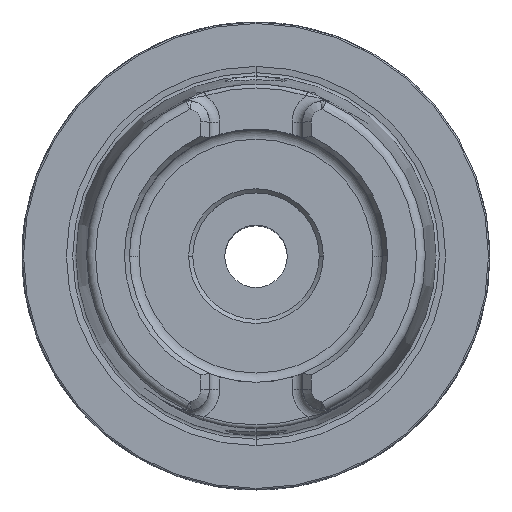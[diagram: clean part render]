
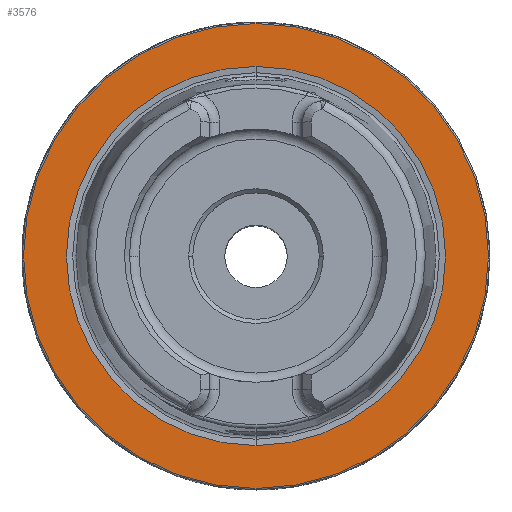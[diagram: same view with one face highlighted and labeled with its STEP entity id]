
A CAD part, top view. The second image highlights one B-rep face of the part: STEP entity #3576.
In plain terms, the highlighted planar face has unit normal (0, 0, 1).
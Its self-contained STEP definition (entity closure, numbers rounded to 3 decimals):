
#21 = VERTEX_POINT ( 'NONE', #5166 ) ;
#315 = ORIENTED_EDGE ( 'NONE', *, *, #7979, .T. ) ;
#577 = DIRECTION ( 'NONE',  ( 0., -1., 0. ) ) ;
#597 = CARTESIAN_POINT ( 'NONE',  ( 0., 0., 0. ) ) ;
#659 = CARTESIAN_POINT ( 'NONE',  ( 0., 31.27, 0. ) ) ;
#1483 = PLANE ( 'NONE',  #8362 ) ;
#1549 = DIRECTION ( 'NONE',  ( 0., -1., 0. ) ) ;
#1704 = ORIENTED_EDGE ( 'NONE', *, *, #9909, .T. ) ;
#1821 = AXIS2_PLACEMENT_3D ( 'NONE', #8420, #2789, #9373 ) ;
#1867 = CARTESIAN_POINT ( 'NONE',  ( 0., 0., 0. ) ) ;
#1912 = CIRCLE ( 'NONE', #11742, 31.27 ) ;
#2529 = CARTESIAN_POINT ( 'NONE',  ( 0., 25.5, 0. ) ) ;
#2789 = DIRECTION ( 'NONE',  ( 0., 0., -1. ) ) ;
#2811 = DIRECTION ( 'NONE',  ( 0., 1., 0. ) ) ;
#3021 = DIRECTION ( 'NONE',  ( 0., 0., 1. ) ) ;
#3576 = ADVANCED_FACE ( 'NONE', ( #5594, #8341 ), #1483, .T. ) ;
#4241 = VERTEX_POINT ( 'NONE', #2529 ) ;
#4268 = CIRCLE ( 'NONE', #4521, 25.5 ) ;
#4521 = AXIS2_PLACEMENT_3D ( 'NONE', #1867, #8444, #2811 ) ;
#4728 = EDGE_LOOP ( 'NONE', ( #1704, #8285 ) ) ;
#5047 = AXIS2_PLACEMENT_3D ( 'NONE', #8679, #3021, #9605 ) ;
#5166 = CARTESIAN_POINT ( 'NONE',  ( 0., -31.27, 0. ) ) ;
#5594 = FACE_OUTER_BOUND ( 'NONE', #4728, .T. ) ;
#5730 = CIRCLE ( 'NONE', #1821, 25.5 ) ;
#5957 = ORIENTED_EDGE ( 'NONE', *, *, #9813, .T. ) ;
#6279 = EDGE_LOOP ( 'NONE', ( #315, #5957 ) ) ;
#6287 = DIRECTION ( 'NONE',  ( 0., 0., 1. ) ) ;
#6787 = EDGE_CURVE ( 'NONE', #8947, #21, #1912, .T. ) ;
#7252 = DIRECTION ( 'NONE',  ( 0., 0., 1. ) ) ;
#7894 = CIRCLE ( 'NONE', #5047, 31.27 ) ;
#7979 = EDGE_CURVE ( 'NONE', #8178, #4241, #4268, .T. ) ;
#8178 = VERTEX_POINT ( 'NONE', #11737 ) ;
#8285 = ORIENTED_EDGE ( 'NONE', *, *, #6787, .T. ) ;
#8341 = FACE_BOUND ( 'NONE', #6279, .T. ) ;
#8362 = AXIS2_PLACEMENT_3D ( 'NONE', #11928, #6287, #577 ) ;
#8420 = CARTESIAN_POINT ( 'NONE',  ( 0., 0., 0. ) ) ;
#8444 = DIRECTION ( 'NONE',  ( 0., 0., -1. ) ) ;
#8679 = CARTESIAN_POINT ( 'NONE',  ( 0., 0., 0. ) ) ;
#8947 = VERTEX_POINT ( 'NONE', #659 ) ;
#9373 = DIRECTION ( 'NONE',  ( 0., 1., 0. ) ) ;
#9605 = DIRECTION ( 'NONE',  ( 0., -1., 0. ) ) ;
#9813 = EDGE_CURVE ( 'NONE', #4241, #8178, #5730, .T. ) ;
#9909 = EDGE_CURVE ( 'NONE', #21, #8947, #7894, .T. ) ;
#11737 = CARTESIAN_POINT ( 'NONE',  ( 0., -25.5, 0. ) ) ;
#11742 = AXIS2_PLACEMENT_3D ( 'NONE', #597, #7252, #1549 ) ;
#11928 = CARTESIAN_POINT ( 'NONE',  ( 0., 31.47, 0. ) ) ;
